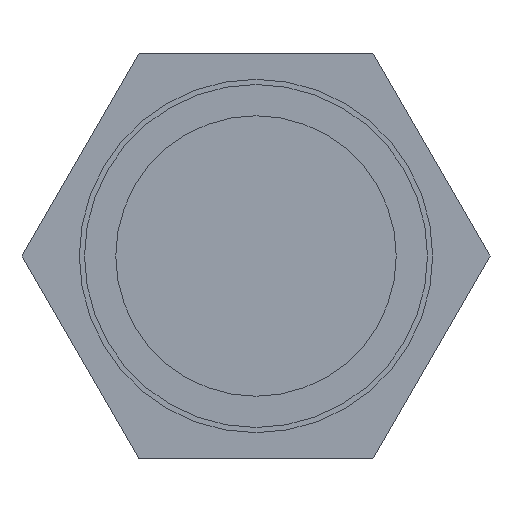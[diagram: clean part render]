
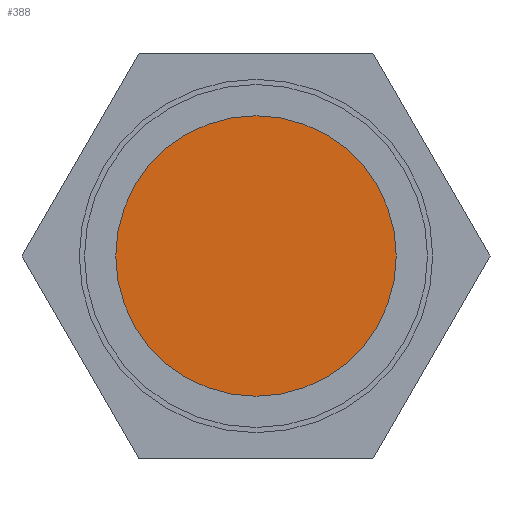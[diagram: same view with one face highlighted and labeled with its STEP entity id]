
A CAD part, front view. The second image highlights one B-rep face of the part: STEP entity #388.
In plain terms, the highlighted planar face has unit normal (0, -1, 0).
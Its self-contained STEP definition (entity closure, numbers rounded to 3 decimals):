
#104=ORIENTED_EDGE('',*,*,#169,.T.);
#169=EDGE_CURVE('',#209,#209,#243,.T.);
#209=VERTEX_POINT('',#719);
#243=CIRCLE('',#526,25.5);
#280=EDGE_LOOP('',(#104));
#332=FACE_BOUND('',#280,.T.);
#364=PLANE('',#536);
#388=ADVANCED_FACE('',(#332),#364,.T.);
#526=AXIS2_PLACEMENT_3D('',#718,#598,#599);
#536=AXIS2_PLACEMENT_3D('',#733,#618,#619);
#598=DIRECTION('',(0.,-1.,0.));
#599=DIRECTION('',(0.,0.,-1.));
#618=DIRECTION('',(0.,-1.,0.));
#619=DIRECTION('',(0.,0.,-1.));
#718=CARTESIAN_POINT('',(0.,41.5,0.));
#719=CARTESIAN_POINT('',(0.,41.5,-25.5));
#733=CARTESIAN_POINT('',(0.,41.5,0.));
